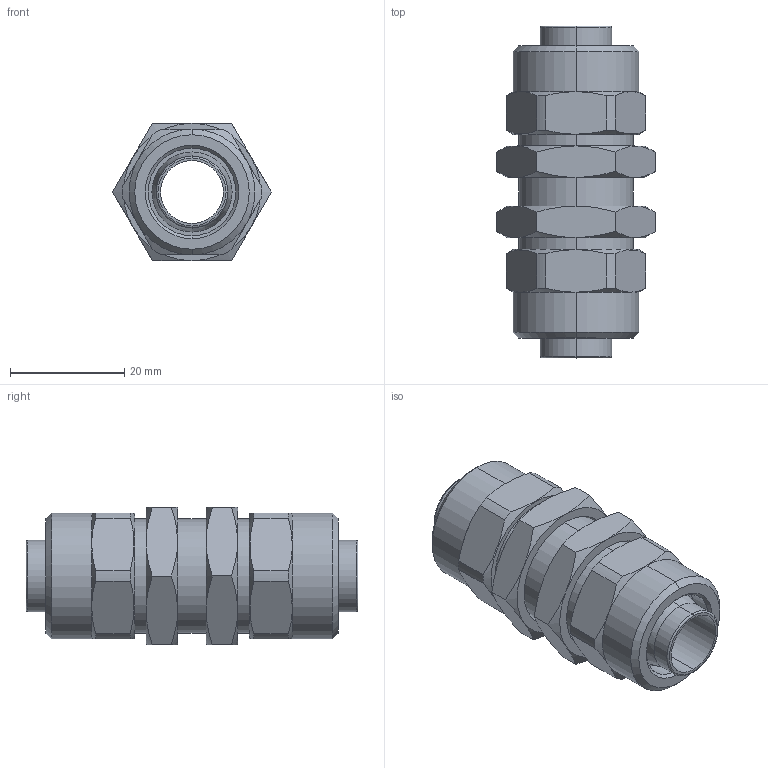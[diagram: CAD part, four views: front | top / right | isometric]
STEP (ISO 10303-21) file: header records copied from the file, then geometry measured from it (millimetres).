
FILE_DESCRIPTION (( 'STEP AP203' ), '1' );
FILE_NAME ('02050080.STEP', '2011-09-20T07:42:03', ( '' ), ( 'sopra-pneumatic' ), 'SwSTEP 2.0', 'SolidWorks 2011', '' );
FILE_SCHEMA (( 'CONFIG_CONTROL_DESIGN' ));
Length unit declared in the file: millimetre
Products named in the file (1): 02050080
Bounding box: 27.71 x 58 x 24 mm (x, y, z)
Volume: 15724.7 mm3; surface area: 9305.9 mm2
Topology: 3 solids, 3 shells, 136 faces, 304 edges, 180 vertices
Faces by surface type: cone 60, cylinder 36, plane 36, torus 4
Entity records: 4197 total; most frequent: CARTESIAN_POINT 1173, DIRECTION 622, ORIENTED_EDGE 608, EDGE_CURVE 304, AXIS2_PLACEMENT_3D 269, VERTEX_POINT 180, EDGE_LOOP 148, ADVANCED_FACE 136
